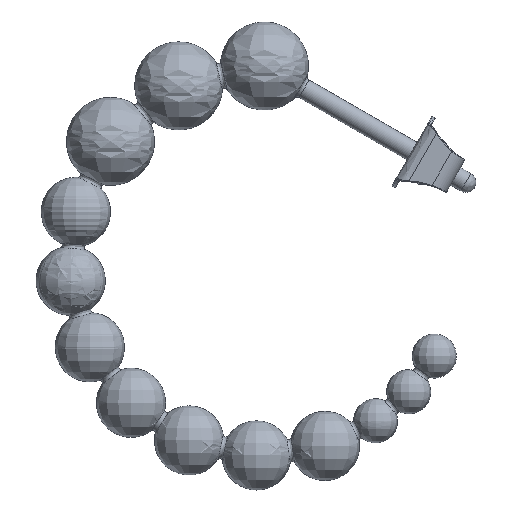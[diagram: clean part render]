
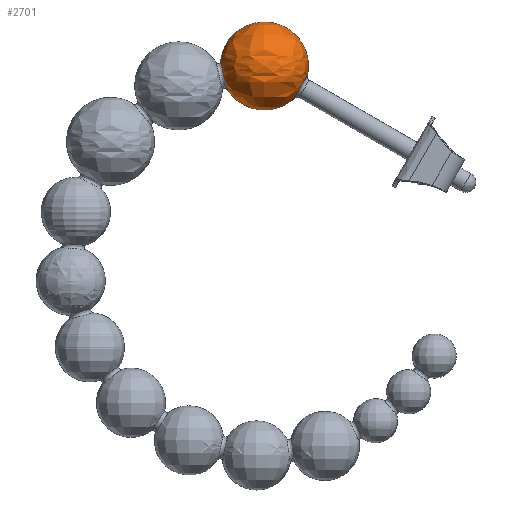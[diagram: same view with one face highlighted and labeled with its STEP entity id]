
A CAD part, top view. The second image highlights one B-rep face of the part: STEP entity #2701.
In plain terms, the highlighted free-form (B-spline) face has degree [2, 2] with [5, 5] control points.
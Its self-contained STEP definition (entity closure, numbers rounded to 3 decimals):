
#2656 = EDGE_CURVE('',#2657,#2659,#2661,.T.);
#2657 = VERTEX_POINT('',#2658);
#2658 = CARTESIAN_POINT('',(0.,11.678,0.));
#2659 = VERTEX_POINT('',#2660);
#2660 = CARTESIAN_POINT('',(0.,7.376,0.));
#2661 = ( BOUNDED_CURVE() B_SPLINE_CURVE(2,(#2662,#2663,#2664,#2665,
#2666),.UNSPECIFIED.,.F.,.F.) B_SPLINE_CURVE_WITH_KNOTS((3,2,3),(0.,
1.571,3.142),.PIECEWISE_BEZIER_KNOTS.) CURVE() 
GEOMETRIC_REPRESENTATION_ITEM() RATIONAL_B_SPLINE_CURVE((1.,
0.707,1.,0.707,1.)) REPRESENTATION_ITEM('') );
#2662 = CARTESIAN_POINT('',(0.,11.678,0.));
#2663 = CARTESIAN_POINT('',(2.151,11.678,0.));
#2664 = CARTESIAN_POINT('',(2.151,9.527,0.));
#2665 = CARTESIAN_POINT('',(2.151,7.376,0.));
#2666 = CARTESIAN_POINT('',(0.,7.376,0.));
#2668 = EDGE_CURVE('',#2657,#2659,#2669,.T.);
#2669 = ( BOUNDED_CURVE() B_SPLINE_CURVE(2,(#2670,#2671,#2672,#2673,
#2674),.UNSPECIFIED.,.F.,.F.) B_SPLINE_CURVE_WITH_KNOTS((3,2,3),(0.,
1.571,3.142),.PIECEWISE_BEZIER_KNOTS.) CURVE() 
GEOMETRIC_REPRESENTATION_ITEM() RATIONAL_B_SPLINE_CURVE((1.,
0.707,1.,0.707,1.)) REPRESENTATION_ITEM('') );
#2670 = CARTESIAN_POINT('',(0.,11.678,0.));
#2671 = CARTESIAN_POINT('',(-2.151,11.678,0.));
#2672 = CARTESIAN_POINT('',(-2.151,9.527,0.));
#2673 = CARTESIAN_POINT('',(-2.151,7.376,0.));
#2674 = CARTESIAN_POINT('',(0.,7.376,0.));
#2701 = ADVANCED_FACE('',(#2702),#2706,.T.);
#2702 = FACE_BOUND('',#2703,.T.);
#2703 = EDGE_LOOP('',(#2704,#2705));
#2704 = ORIENTED_EDGE('',*,*,#2656,.F.);
#2705 = ORIENTED_EDGE('',*,*,#2668,.T.);
#2706 = ( BOUNDED_SURFACE() B_SPLINE_SURFACE(2,2,(
    (#2707,#2708,#2709,#2710,#2711)
    ,(#2712,#2713,#2714,#2715,#2716)
    ,(#2717,#2718,#2719,#2720,#2721)
    ,(#2722,#2723,#2724,#2725,#2726)
    ,(#2727,#2728,#2729,#2730,#2731
)),.UNSPECIFIED.,.F.,.F.,.F.) B_SPLINE_SURFACE_WITH_KNOTS((3,2,3),(3,2,3
    ),(3.142,4.712,6.283),(-1.571,0.,
    1.571),.PIECEWISE_BEZIER_KNOTS.) 
GEOMETRIC_REPRESENTATION_ITEM() RATIONAL_B_SPLINE_SURFACE((
    (1.,0.707,1.,0.707,1.)
    ,(0.707,0.5,0.707,0.5,0.707)
    ,(1.,0.707,1.,0.707,1.)
    ,(0.707,0.5,0.707,0.5,0.707)
,(1.,0.707,1.,0.707,1.
))) REPRESENTATION_ITEM('') SURFACE() );
#2707 = CARTESIAN_POINT('',(0.,11.678,
    0.));
#2708 = CARTESIAN_POINT('',(2.151,11.678,
    0.));
#2709 = CARTESIAN_POINT('',(2.151,9.527,
    0.));
#2710 = CARTESIAN_POINT('',(2.151,7.376,
    0.));
#2711 = CARTESIAN_POINT('',(0.,7.376,
    0.));
#2712 = CARTESIAN_POINT('',(0.,11.678,
    0.));
#2713 = CARTESIAN_POINT('',(2.151,11.678,2.151
    ));
#2714 = CARTESIAN_POINT('',(2.151,9.527,2.151)
  );
#2715 = CARTESIAN_POINT('',(2.151,7.376,2.151
    ));
#2716 = CARTESIAN_POINT('',(0.,7.376,
    0.));
#2717 = CARTESIAN_POINT('',(0.,11.678,
    0.));
#2718 = CARTESIAN_POINT('',(0.,11.678,
    2.151));
#2719 = CARTESIAN_POINT('',(0.,9.527,
    2.151));
#2720 = CARTESIAN_POINT('',(0.,7.376,
    2.151));
#2721 = CARTESIAN_POINT('',(0.,7.376,
    0.));
#2722 = CARTESIAN_POINT('',(0.,11.678,
    0.));
#2723 = CARTESIAN_POINT('',(-2.151,11.678,
    2.151));
#2724 = CARTESIAN_POINT('',(-2.151,9.527,2.151)
  );
#2725 = CARTESIAN_POINT('',(-2.151,7.376,
    2.151));
#2726 = CARTESIAN_POINT('',(0.,7.376,
    0.));
#2727 = CARTESIAN_POINT('',(0.,11.678,
    0.));
#2728 = CARTESIAN_POINT('',(-2.151,11.678,
    0.));
#2729 = CARTESIAN_POINT('',(-2.151,9.527,
    0.));
#2730 = CARTESIAN_POINT('',(-2.151,7.376,
    0.));
#2731 = CARTESIAN_POINT('',(0.,7.376,
    0.));
